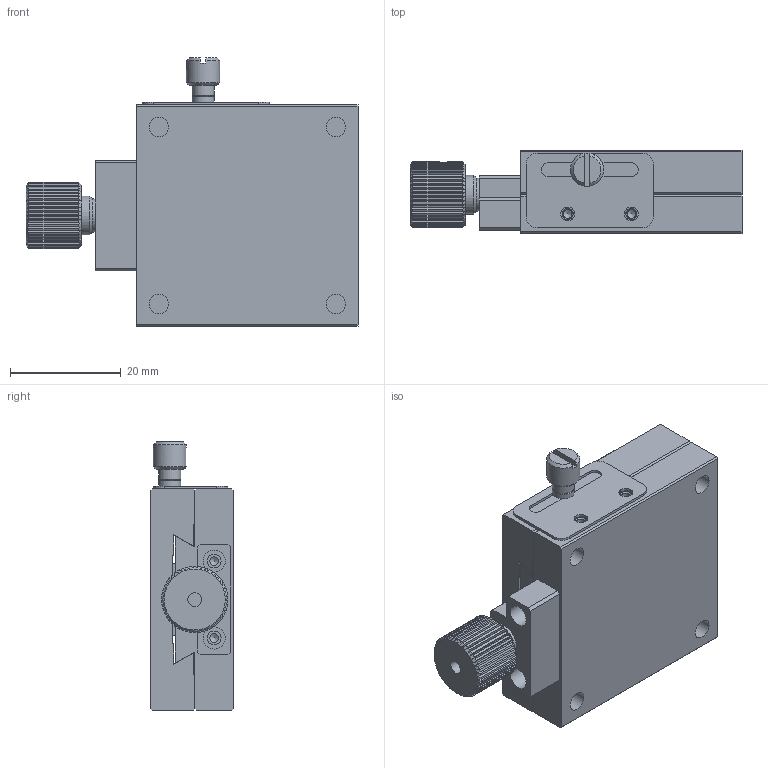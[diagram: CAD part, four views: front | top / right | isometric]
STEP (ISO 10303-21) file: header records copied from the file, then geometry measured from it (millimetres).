
FILE_DESCRIPTION (( 'STEP AP203' ), '1' );
FILE_NAME ('528760.STEP', '2024-10-15T01:19:15', ( 'Windows User' ), ( 'P R C' ), 'SwSTEP 2.0', 'SolidWorks 2020', '' );
FILE_SCHEMA (( 'CONFIG_CONTROL_DESIGN' ));
Length unit declared in the file: millimetre
Products named in the file (1): 528760
Bounding box: 60 x 15 x 48.5 mm (x, y, z)
Volume: 23148.9 mm3; surface area: 14626.1 mm2
Topology: 3 solids, 4 shells, 494 faces, 1138 edges, 683 vertices
Faces by surface type: plane 216, cone 152, cylinder 125, bspline 1
Full cylindrical faces by diameter (mm): 1.567 x17, 2 x1, 2.013 x1, 2.459 x9, 2.5 x10, 3 x1, 3.242 x1, 3.5 x4, 4 x9, 5 x1, 6 x7, 7 x1
Entity records: 13229 total; most frequent: CARTESIAN_POINT 2859, DIRECTION 2127, ORIENTED_EDGE 1984, EDGE_CURVE 992, AXIS2_PLACEMENT_3D 875, EDGE_LOOP 659, VERTEX_POINT 643, FACE_OUTER_BOUND 556
